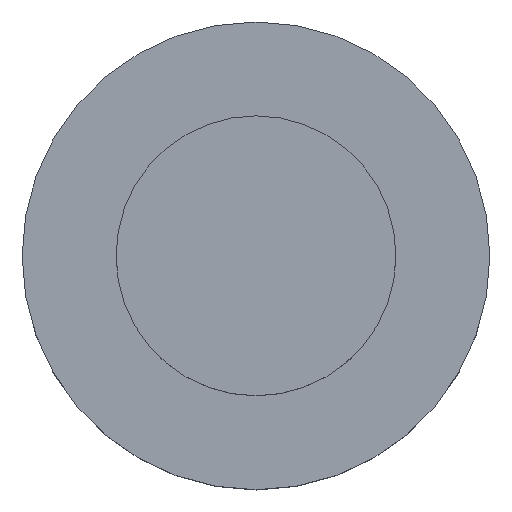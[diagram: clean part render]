
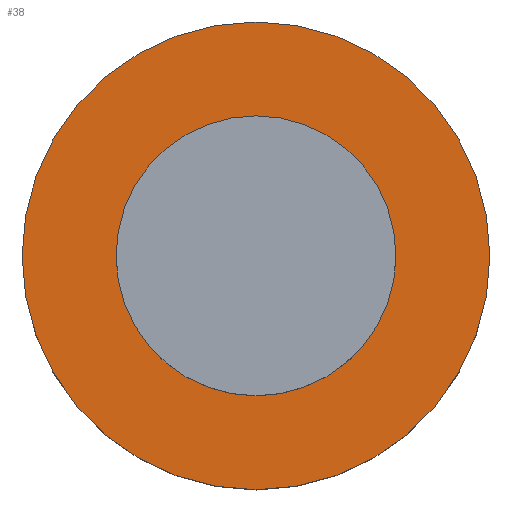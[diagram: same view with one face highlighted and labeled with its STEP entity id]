
A CAD part, top view. The second image highlights one B-rep face of the part: STEP entity #38.
In plain terms, the highlighted planar face has unit normal (0, 0, 1).
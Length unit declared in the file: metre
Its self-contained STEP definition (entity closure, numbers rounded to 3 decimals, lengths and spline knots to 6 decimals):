
#38=ADVANCED_FACE('0:82',(#73,#74),#75,.F.);
#73=FACE_BOUND('',#103,.T.);
#74=FACE_OUTER_BOUND('',#104,.T.);
#75=PLANE('',#105);
#103=EDGE_LOOP('',(#142,#143));
#104=EDGE_LOOP('',(#144,#145));
#105=AXIS2_PLACEMENT_3D('',#146,#147,#148);
#142=ORIENTED_EDGE('',*,*,#179,.F.);
#143=ORIENTED_EDGE('',*,*,#181,.F.);
#144=ORIENTED_EDGE('',*,*,#184,.F.);
#145=ORIENTED_EDGE('',*,*,#174,.F.);
#146=CARTESIAN_POINT('',(0.053144,0.014178,1.114));
#147=DIRECTION('',(0.0,0.0,-1.0));
#148=DIRECTION('',(-1.0,0.0,0.0));
#174=EDGE_CURVE('',#196,#192,#198,.T.);
#179=EDGE_CURVE('0:109',#205,#201,#207,.T.);
#181=EDGE_CURVE('',#201,#205,#209,.T.);
#184=EDGE_CURVE('0:57',#192,#196,#212,.T.);
#192=VERTEX_POINT('',#220);
#196=VERTEX_POINT('',#225);
#198=CIRCLE('',#228,0.033);
#201=VERTEX_POINT('',#231);
#205=VERTEX_POINT('',#236);
#207=CIRCLE('',#239,0.019746);
#209=CIRCLE('',#241,0.019746);
#212=CIRCLE('',#244,0.033);
#220=CARTESIAN_POINT('',(0.017,0.,1.114));
#225=CARTESIAN_POINT('',(0.083,0.,1.114));
#228=AXIS2_PLACEMENT_3D('',#255,#256,#257);
#231=CARTESIAN_POINT('',(0.030254,0.,1.114));
#236=CARTESIAN_POINT('',(0.069746,0.,1.114));
#239=AXIS2_PLACEMENT_3D('',#263,#264,#265);
#241=AXIS2_PLACEMENT_3D('',#266,#267,#268);
#244=AXIS2_PLACEMENT_3D('',#272,#273,#274);
#255=CARTESIAN_POINT('',(0.05,0.,1.114));
#256=DIRECTION('',(0.0,0.0,-1.0));
#257=DIRECTION('',(-1.0,0.0,0.0));
#263=CARTESIAN_POINT('',(0.05,0.,1.114));
#264=DIRECTION('',(0.0,-0.0,1.0));
#265=DIRECTION('',(1.0,0.0,-0.0));
#266=CARTESIAN_POINT('',(0.05,0.,1.114));
#267=DIRECTION('',(0.0,-0.0,1.0));
#268=DIRECTION('',(1.0,0.0,-0.0));
#272=CARTESIAN_POINT('',(0.05,0.,1.114));
#273=DIRECTION('',(0.0,0.0,-1.0));
#274=DIRECTION('',(-1.0,0.0,0.0));
